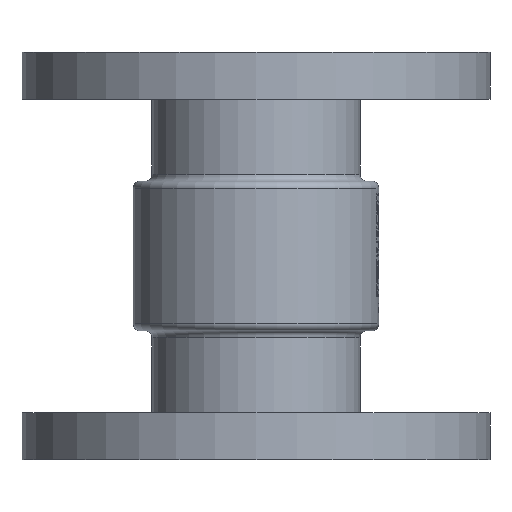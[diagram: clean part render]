
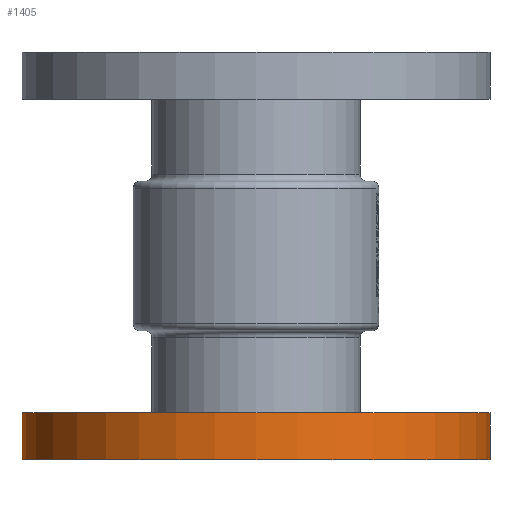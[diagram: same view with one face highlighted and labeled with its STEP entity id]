
A CAD part, front view. The second image highlights one B-rep face of the part: STEP entity #1405.
In plain terms, the highlighted cylindrical face has radius 100 mm (diameter 200 mm), a partial arc.
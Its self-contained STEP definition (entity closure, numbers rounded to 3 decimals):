
#1405 = ADVANCED_FACE ( 'NONE', ( #23510 ), #7144, .T. ) ;
#1472 = VECTOR ( 'NONE', #24965, 1000. ) ;
#2664 = CARTESIAN_POINT ( 'NONE',  ( 0., 0., -174. ) ) ;
#4763 = CARTESIAN_POINT ( 'NONE',  ( 100., 0., -174. ) ) ;
#4793 = ORIENTED_EDGE ( 'NONE', *, *, #21140, .T. ) ;
#5741 = LINE ( 'NONE', #8513, #28500 ) ;
#5771 = EDGE_CURVE ( 'NONE', #10914, #22548, #27717, .T. ) ;
#6309 = LINE ( 'NONE', #22981, #1472 ) ;
#7144 = CYLINDRICAL_SURFACE ( 'NONE', #21744, 100. ) ;
#7379 = AXIS2_PLACEMENT_3D ( 'NONE', #14291, #14127, #16597 ) ;
#8513 = CARTESIAN_POINT ( 'NONE',  ( -100., 0., -174. ) ) ;
#9218 = EDGE_CURVE ( 'NONE', #22548, #15172, #6309, .T. ) ;
#9761 = DIRECTION ( 'NONE',  ( 1., 0., 0. ) ) ;
#9852 = CARTESIAN_POINT ( 'NONE',  ( 100., 0., -154. ) ) ;
#10914 = VERTEX_POINT ( 'NONE', #29994 ) ;
#14127 = DIRECTION ( 'NONE',  ( 0., 0., 1. ) ) ;
#14291 = CARTESIAN_POINT ( 'NONE',  ( 0., 0., -174. ) ) ;
#14887 = AXIS2_PLACEMENT_3D ( 'NONE', #22793, #22633, #20610 ) ;
#15172 = VERTEX_POINT ( 'NONE', #4763 ) ;
#16597 = DIRECTION ( 'NONE',  ( 1., 0., 0. ) ) ;
#16598 = ORIENTED_EDGE ( 'NONE', *, *, #9218, .F. ) ;
#16735 = ORIENTED_EDGE ( 'NONE', *, *, #5771, .F. ) ;
#17462 = DIRECTION ( 'NONE',  ( 0., 0., -1. ) ) ;
#20610 = DIRECTION ( 'NONE',  ( 1., 0., 0. ) ) ;
#21140 = EDGE_CURVE ( 'NONE', #10914, #28083, #5741, .T. ) ;
#21744 = AXIS2_PLACEMENT_3D ( 'NONE', #2664, #23818, #9761 ) ;
#22548 = VERTEX_POINT ( 'NONE', #9852 ) ;
#22633 = DIRECTION ( 'NONE',  ( 0., 0., 1. ) ) ;
#22793 = CARTESIAN_POINT ( 'NONE',  ( 0., 0., -154. ) ) ;
#22981 = CARTESIAN_POINT ( 'NONE',  ( 100., 0., -174. ) ) ;
#23510 = FACE_OUTER_BOUND ( 'NONE', #25996, .T. ) ;
#23818 = DIRECTION ( 'NONE',  ( 0., 0., -1. ) ) ;
#24401 = EDGE_CURVE ( 'NONE', #28083, #15172, #25101, .T. ) ;
#24437 = CARTESIAN_POINT ( 'NONE',  ( -100., 0., -174. ) ) ;
#24965 = DIRECTION ( 'NONE',  ( 0., 0., -1. ) ) ;
#25101 = CIRCLE ( 'NONE', #7379, 100. ) ;
#25996 = EDGE_LOOP ( 'NONE', ( #16735, #4793, #26860, #16598 ) ) ;
#26860 = ORIENTED_EDGE ( 'NONE', *, *, #24401, .T. ) ;
#27717 = CIRCLE ( 'NONE', #14887, 100. ) ;
#28083 = VERTEX_POINT ( 'NONE', #24437 ) ;
#28500 = VECTOR ( 'NONE', #17462, 1000. ) ;
#29994 = CARTESIAN_POINT ( 'NONE',  ( -100., 0., -154. ) ) ;
